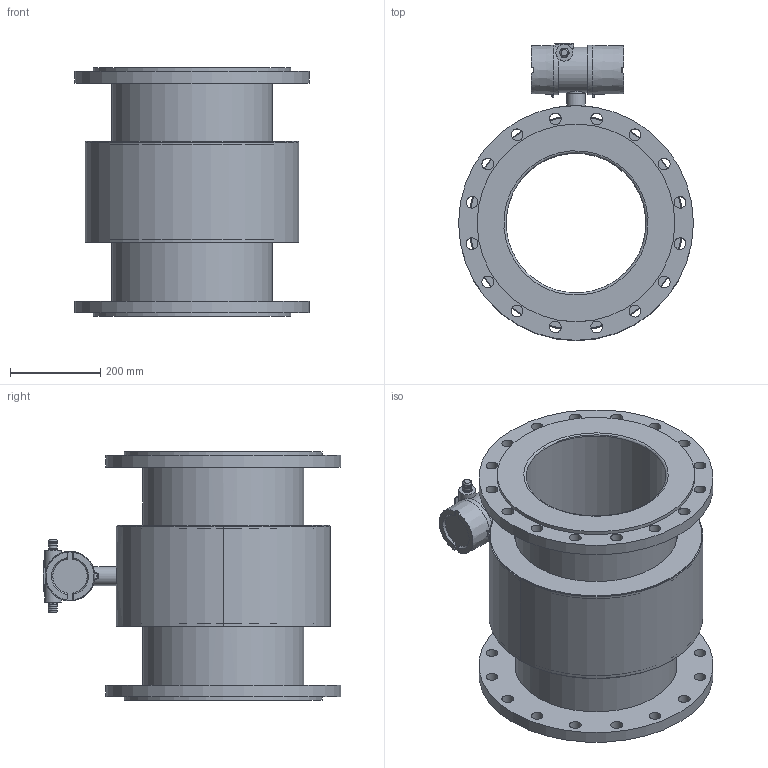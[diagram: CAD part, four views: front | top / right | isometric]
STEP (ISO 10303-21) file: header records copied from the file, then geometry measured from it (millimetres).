
FILE_DESCRIPTION(/* description */ (''),/* implementation_level */ '2;1');
FILE_NAME(/* name */ 'magflux A DN350 kompakt.stp',/* time_stamp */ '2021-11-30T09:51:14+01:00',/* author */ ('g.duesseldorf'),/* organization */ (''),/* preprocessor_version */ 'ST-DEVELOPER v18.1',/* originating_system */ 'Autodesk Inventor 2022',/* authorisation */ '');
FILE_SCHEMA (('CONFIG_CONTROL_DESIGN'));
Length unit declared in the file: millimetre
Products named in the file (1): magflux A DN350 kompakt_Ersatzobjekt_1
Bounding box: 520 x 658.5 x 550 mm (x, y, z)
Volume: 14048668.3 mm3; surface area: 4108786.8 mm2
Topology: 9 solids, 10 shells, 334 faces, 810 edges, 517 vertices
Faces by surface type: plane 142, cylinder 114, cone 61, torus 10, bspline 5, sphere 2
Full cylindrical faces by diameter (mm): 3 x2, 4.917 x2, 5 x2, 17 x4, 18.376 x1, 18.6 x4, 19.8 x4, 20 x1, 26 x32, 37 x2, 37.8 x1, 40 x1, 42 x1, 65 x1, 70.25 x1, 78 x1, 100.8 x1, 109.6 x2, 309.9 x1, 315.9 x1, 346 x1, 356 x1, 360 x2, 361 x2, 438 x2, 470 x3, 520 x2
Entity records: 10968 total; most frequent: CARTESIAN_POINT 2621, DIRECTION 1683, ORIENTED_EDGE 1616, EDGE_CURVE 808, AXIS2_PLACEMENT_3D 693, VERTEX_POINT 519, EDGE_LOOP 445, STYLED_ITEM 343
